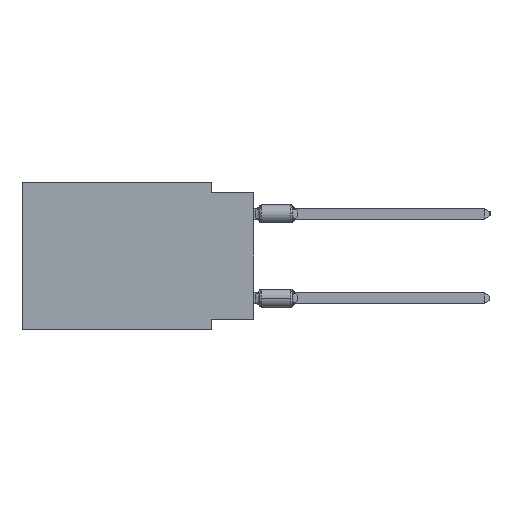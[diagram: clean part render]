
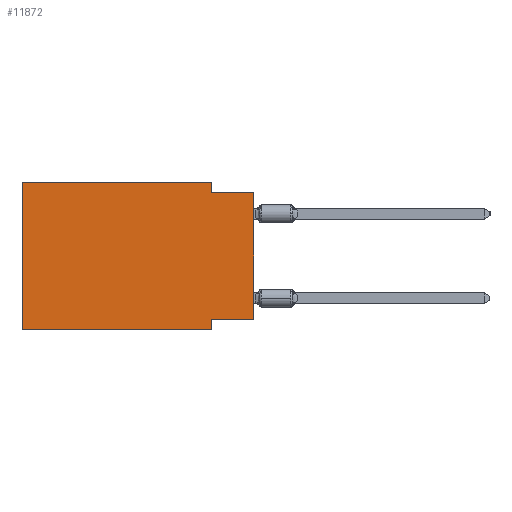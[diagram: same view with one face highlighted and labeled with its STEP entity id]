
A CAD part, left-side view. The second image highlights one B-rep face of the part: STEP entity #11872.
In plain terms, the highlighted planar face has unit normal (-1, 0, 0).
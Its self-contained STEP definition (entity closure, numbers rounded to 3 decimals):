
#493 = DIRECTION ( 'NONE',  ( 0., 1., 0. ) ) ;
#674 = LINE ( 'NONE', #11017, #3200 ) ;
#1824 = CARTESIAN_POINT ( 'NONE',  ( 0., 0., -8.255 ) ) ;
#1903 = ORIENTED_EDGE ( 'NONE', *, *, #10288, .F. ) ;
#2553 = DIRECTION ( 'NONE',  ( 1., 0., 0. ) ) ;
#2634 = LINE ( 'NONE', #5999, #34758 ) ;
#2943 = LINE ( 'NONE', #37542, #34193 ) ;
#3200 = VECTOR ( 'NONE', #24723, 1000. ) ;
#4237 = VERTEX_POINT ( 'NONE', #1824 ) ;
#4802 = DIRECTION ( 'NONE',  ( 0., 0., -1. ) ) ;
#4907 = CARTESIAN_POINT ( 'NONE',  ( 0., 2.54, -8.89 ) ) ;
#5069 = LINE ( 'NONE', #32455, #24715 ) ;
#5617 = EDGE_CURVE ( 'NONE', #33261, #7155, #674, .T. ) ;
#5999 = CARTESIAN_POINT ( 'NONE',  ( 0., 0., -0.635 ) ) ;
#7155 = VERTEX_POINT ( 'NONE', #42377 ) ;
#7200 = VERTEX_POINT ( 'NONE', #7381 ) ;
#7253 = CARTESIAN_POINT ( 'NONE',  ( 0., 2.54, -8.255 ) ) ;
#7274 = EDGE_CURVE ( 'NONE', #27423, #33249, #43044, .T. ) ;
#7381 = CARTESIAN_POINT ( 'NONE',  ( 0., 0., -0.635 ) ) ;
#7641 = CARTESIAN_POINT ( 'NONE',  ( 0., 13.97, -8.89 ) ) ;
#8148 = EDGE_CURVE ( 'NONE', #7155, #24225, #42274, .T. ) ;
#9368 = CARTESIAN_POINT ( 'NONE',  ( 0., 2.54, -8.89 ) ) ;
#9381 = AXIS2_PLACEMENT_3D ( 'NONE', #40048, #2553, #33526 ) ;
#10288 = EDGE_CURVE ( 'NONE', #41135, #33261, #5069, .T. ) ;
#10571 = VECTOR ( 'NONE', #4802, 1000. ) ;
#11017 = CARTESIAN_POINT ( 'NONE',  ( 0., 13.97, 0. ) ) ;
#11872 = ADVANCED_FACE ( 'NONE', ( #13546 ), #13084, .F. ) ;
#12098 = EDGE_CURVE ( 'NONE', #41135, #33249, #12312, .T. ) ;
#12312 = LINE ( 'NONE', #43298, #14416 ) ;
#12480 = CARTESIAN_POINT ( 'NONE',  ( 0., 2.54, -0.635 ) ) ;
#13084 = PLANE ( 'NONE',  #9381 ) ;
#13546 = FACE_OUTER_BOUND ( 'NONE', #30724, .T. ) ;
#14416 = VECTOR ( 'NONE', #22862, 1000. ) ;
#14788 = EDGE_CURVE ( 'NONE', #4237, #7200, #15236, .T. ) ;
#15236 = LINE ( 'NONE', #18831, #26100 ) ;
#16327 = DIRECTION ( 'NONE',  ( 0., -1., 0. ) ) ;
#18831 = CARTESIAN_POINT ( 'NONE',  ( 0., 0., 0. ) ) ;
#21463 = EDGE_CURVE ( 'NONE', #24225, #7200, #2634, .T. ) ;
#21470 = DIRECTION ( 'NONE',  ( 0., 0., 1. ) ) ;
#22862 = DIRECTION ( 'NONE',  ( 0., -1., 0. ) ) ;
#24225 = VERTEX_POINT ( 'NONE', #12480 ) ;
#24715 = VECTOR ( 'NONE', #21470, 1000. ) ;
#24723 = DIRECTION ( 'NONE',  ( 0., -1., 0. ) ) ;
#25600 = ORIENTED_EDGE ( 'NONE', *, *, #8148, .F. ) ;
#26100 = VECTOR ( 'NONE', #32528, 1000. ) ;
#27423 = VERTEX_POINT ( 'NONE', #7253 ) ;
#27541 = CARTESIAN_POINT ( 'NONE',  ( 0., 13.97, 0. ) ) ;
#29524 = ORIENTED_EDGE ( 'NONE', *, *, #12098, .T. ) ;
#30724 = EDGE_LOOP ( 'NONE', ( #32322, #31127, #25600, #31491, #1903, #29524, #32240, #43732 ) ) ;
#31127 = ORIENTED_EDGE ( 'NONE', *, *, #21463, .F. ) ;
#31491 = ORIENTED_EDGE ( 'NONE', *, *, #5617, .F. ) ;
#32240 = ORIENTED_EDGE ( 'NONE', *, *, #7274, .F. ) ;
#32322 = ORIENTED_EDGE ( 'NONE', *, *, #14788, .T. ) ;
#32455 = CARTESIAN_POINT ( 'NONE',  ( 0., 13.97, 0. ) ) ;
#32528 = DIRECTION ( 'NONE',  ( 0., 0., 1. ) ) ;
#33249 = VERTEX_POINT ( 'NONE', #9368 ) ;
#33261 = VERTEX_POINT ( 'NONE', #27541 ) ;
#33526 = DIRECTION ( 'NONE',  ( 0., 0., -1. ) ) ;
#34193 = VECTOR ( 'NONE', #493, 1000. ) ;
#34758 = VECTOR ( 'NONE', #16327, 1000. ) ;
#37501 = EDGE_CURVE ( 'NONE', #4237, #27423, #2943, .T. ) ;
#37542 = CARTESIAN_POINT ( 'NONE',  ( 0., 0., -8.255 ) ) ;
#40048 = CARTESIAN_POINT ( 'NONE',  ( 0., 13.97, 0. ) ) ;
#40125 = DIRECTION ( 'NONE',  ( 0., 0., -1. ) ) ;
#41135 = VERTEX_POINT ( 'NONE', #7641 ) ;
#42274 = LINE ( 'NONE', #42942, #10571 ) ;
#42377 = CARTESIAN_POINT ( 'NONE',  ( 0., 2.54, 0. ) ) ;
#42942 = CARTESIAN_POINT ( 'NONE',  ( 0., 2.54, 0. ) ) ;
#43044 = LINE ( 'NONE', #4907, #43715 ) ;
#43298 = CARTESIAN_POINT ( 'NONE',  ( 0., 13.97, -8.89 ) ) ;
#43715 = VECTOR ( 'NONE', #40125, 1000. ) ;
#43732 = ORIENTED_EDGE ( 'NONE', *, *, #37501, .F. ) ;
